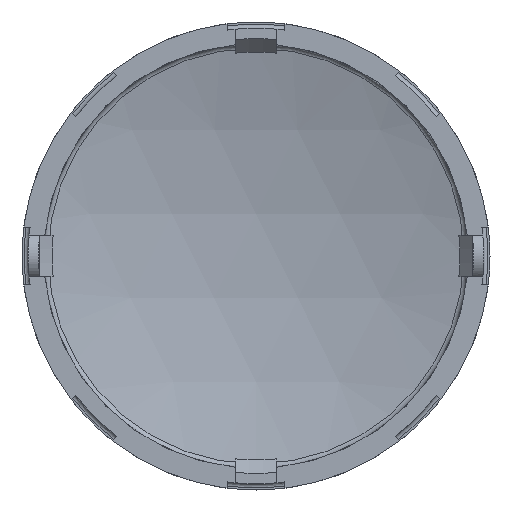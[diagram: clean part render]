
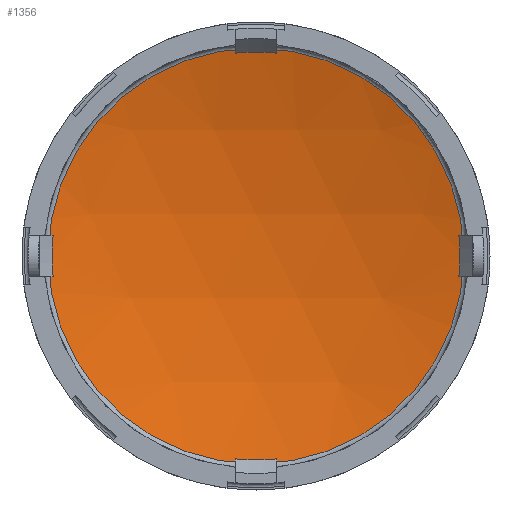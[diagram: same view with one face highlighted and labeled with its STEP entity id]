
A CAD part, front view. The second image highlights one B-rep face of the part: STEP entity #1356.
In plain terms, the highlighted spherical face has radius 36 mm.
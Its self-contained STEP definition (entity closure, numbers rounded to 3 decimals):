
#24=SPHERICAL_SURFACE('',#1517,36.);
#101=CIRCLE('',#1518,10.034);
#228=FACE_OUTER_BOUND('',#300,.T.);
#300=EDGE_LOOP('',(#1240));
#654=VERTEX_POINT('',#2545);
#856=EDGE_CURVE('',#654,#654,#101,.T.);
#1240=ORIENTED_EDGE('',*,*,#856,.F.);
#1356=ADVANCED_FACE('',(#228),#24,.F.);
#1517=AXIS2_PLACEMENT_3D('',#2544,#1893,#1894);
#1518=AXIS2_PLACEMENT_3D('',#2546,#1895,#1896);
#1893=DIRECTION('center_axis',(0.,0.,1.));
#1894=DIRECTION('ref_axis',(1.,0.,0.));
#1895=DIRECTION('center_axis',(0.,1.,0.));
#1896=DIRECTION('ref_axis',(-1.,0.,0.));
#2544=CARTESIAN_POINT('Origin',(0.,-33.853,
0.));
#2545=CARTESIAN_POINT('',(0.,0.72,-10.034));
#2546=CARTESIAN_POINT('Origin',(0.,0.72,
0.));
